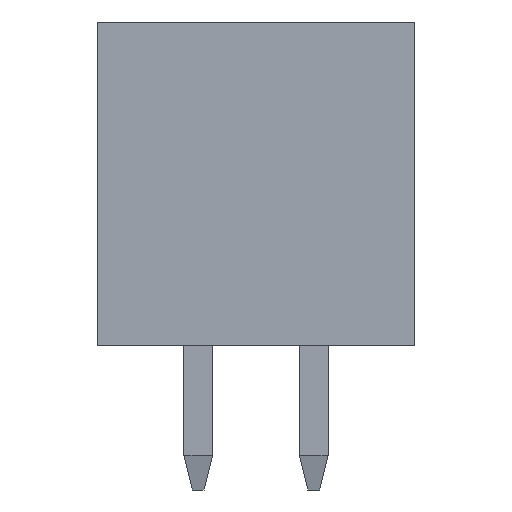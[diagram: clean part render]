
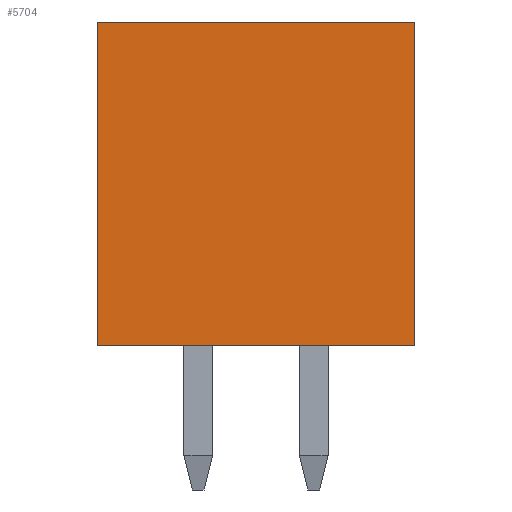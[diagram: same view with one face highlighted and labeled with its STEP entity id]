
A CAD part, left-side view. The second image highlights one B-rep face of the part: STEP entity #5704.
In plain terms, the highlighted planar face has unit normal (-1, 0, 0).
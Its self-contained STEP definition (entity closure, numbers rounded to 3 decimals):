
#929=ORIENTED_EDGE('',*,*,#2147,.F.);
#930=ORIENTED_EDGE('',*,*,#1779,.F.);
#931=ORIENTED_EDGE('',*,*,#1840,.T.);
#932=ORIENTED_EDGE('',*,*,#2310,.T.);
#1779=EDGE_CURVE('',#2583,#2584,#3115,.T.);
#1840=EDGE_CURVE('',#2583,#2643,#3176,.T.);
#2147=EDGE_CURVE('',#2584,#2881,#3483,.T.);
#2310=EDGE_CURVE('',#2643,#2881,#3646,.T.);
#2583=VERTEX_POINT('',#7719);
#2584=VERTEX_POINT('',#7721);
#2643=VERTEX_POINT('',#7841);
#2881=VERTEX_POINT('',#8433);
#3115=LINE('',#7720,#3919);
#3176=LINE('',#7842,#3980);
#3483=LINE('',#8432,#4287);
#3646=LINE('',#8757,#4450);
#3919=VECTOR('',#6262,1000.);
#3980=VECTOR('',#6325,1000.);
#4287=VECTOR('',#6724,1000.);
#4450=VECTOR('',#6993,1000.);
#4800=EDGE_LOOP('',(#929,#930,#931,#932));
#5126=FACE_BOUND('',#4800,.T.);
#5427=PLANE('',#6008);
#5704=ADVANCED_FACE('',(#5126),#5427,.T.);
#6008=AXIS2_PLACEMENT_3D('',#8765,#6998,#6999);
#6262=DIRECTION('',(0.,1.,0.));
#6325=DIRECTION('',(0.,0.,1.));
#6724=DIRECTION('',(0.,0.,1.));
#6993=DIRECTION('',(0.,1.,0.));
#6998=DIRECTION('',(-1.,0.,0.));
#6999=DIRECTION('',(0.,0.,1.));
#7719=CARTESIAN_POINT('',(-15.6,-2.75,-2.8));
#7720=CARTESIAN_POINT('',(-15.6,-2.75,-2.8));
#7721=CARTESIAN_POINT('',(-15.6,2.75,-2.8));
#7841=CARTESIAN_POINT('',(-15.6,-2.75,2.8));
#7842=CARTESIAN_POINT('',(-15.6,-2.75,-2.8));
#8432=CARTESIAN_POINT('',(-15.6,2.75,-2.8));
#8433=CARTESIAN_POINT('',(-15.6,2.75,2.8));
#8757=CARTESIAN_POINT('',(-15.6,-2.75,2.8));
#8765=CARTESIAN_POINT('',(-15.6,-2.75,-2.8));
